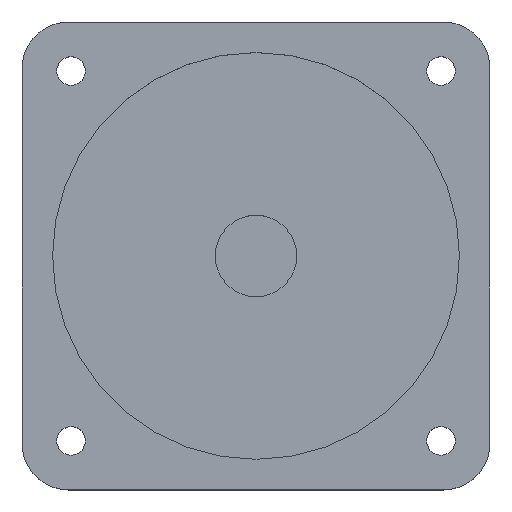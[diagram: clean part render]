
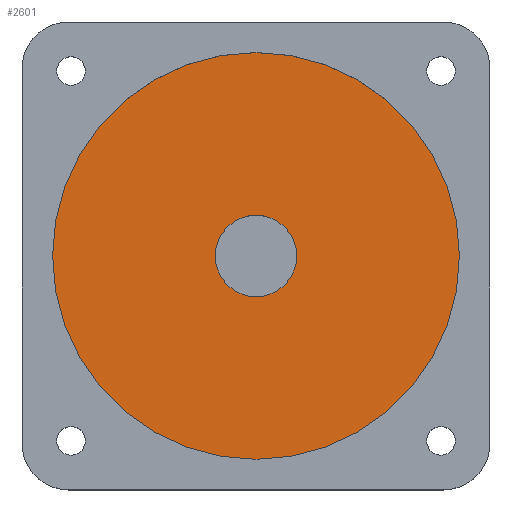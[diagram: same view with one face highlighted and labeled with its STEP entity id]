
A CAD part, top view. The second image highlights one B-rep face of the part: STEP entity #2601.
In plain terms, the highlighted planar face has unit normal (0, 0, 1).
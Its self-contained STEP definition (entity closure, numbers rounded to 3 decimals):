
#586=FACE_BOUND('',#891,.T.);
#709=FACE_OUTER_BOUND('',#890,.T.);
#890=EDGE_LOOP('',(#2273));
#891=EDGE_LOOP('',(#2274));
#1005=CIRCLE('',#2878,35.);
#1006=CIRCLE('',#2880,7.);
#1234=VERTEX_POINT('',#8041);
#1235=VERTEX_POINT('',#8045);
#1585=EDGE_CURVE('',#1234,#1234,#1005,.T.);
#1587=EDGE_CURVE('',#1235,#1235,#1006,.T.);
#2273=ORIENTED_EDGE('',*,*,#1585,.T.);
#2274=ORIENTED_EDGE('',*,*,#1587,.T.);
#2445=PLANE('',#2879);
#2601=ADVANCED_FACE('',(#709,#586),#2445,.T.);
#2878=AXIS2_PLACEMENT_3D('',#8042,#3522,#3523);
#2879=AXIS2_PLACEMENT_3D('',#8044,#3525,#3526);
#2880=AXIS2_PLACEMENT_3D('',#8046,#3527,#3528);
#3522=DIRECTION('center_axis',(0.,0.,
1.));
#3523=DIRECTION('ref_axis',(0.,-1.,0.));
#3525=DIRECTION('center_axis',(0.,0.,
1.));
#3526=DIRECTION('ref_axis',(0.,-1.,0.));
#3527=DIRECTION('center_axis',(0.,0.,
-1.));
#3528=DIRECTION('ref_axis',(1.,0.,0.));
#8041=CARTESIAN_POINT('',(0.,35.,104.5));
#8042=CARTESIAN_POINT('Origin',(0.,0.,
104.5));
#8044=CARTESIAN_POINT('Origin',(0.,-20.25,104.5));
#8045=CARTESIAN_POINT('',(-7.,0.,104.5));
#8046=CARTESIAN_POINT('Origin',(0.,0.,
104.5));
